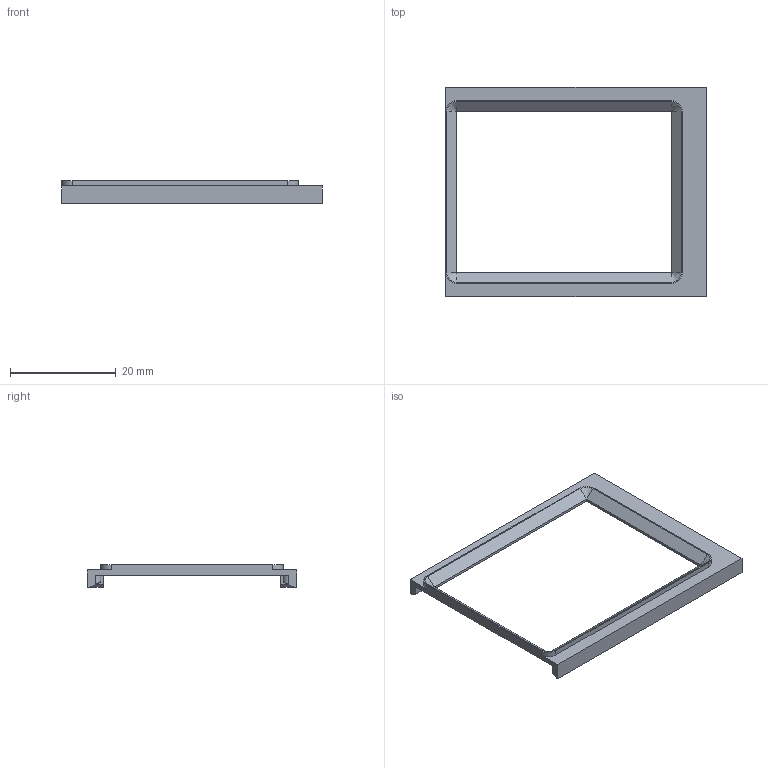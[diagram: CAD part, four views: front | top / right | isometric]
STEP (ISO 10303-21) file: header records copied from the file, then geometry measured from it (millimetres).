
FILE_DESCRIPTION(('FreeCAD Model'),'2;1');
FILE_NAME('Open CASCADE Shape Model','2024-07-11T09:16:01',('FreeCAD'),( 'FreeCAD'),'Open CASCADE STEP processor 7.6','FreeCAD','Unknown');
FILE_SCHEMA(('AUTOMOTIVE_DESIGN { 1 0 10303 214 1 1 1 1 }'));
Length unit declared in the file: millimetre
Products named in the file (1): Open CASCADE STEP translator 7.6 1
Bounding box: 49.35 x 39.6 x 4.3 mm (x, y, z)
Volume: 1153.1 mm3; surface area: 2348.1 mm2
Topology: 1 solids, 1 shells, 58 faces, 158 edges, 102 vertices
Faces by surface type: plane 40, cylinder 14, revolution 4
Entity records: 1840 total; most frequent: CARTESIAN_POINT 323, ORIENTED_EDGE 316, DIRECTION 308, EDGE_CURVE 158, LINE 130, VECTOR 130, VERTEX_POINT 102, AXIS2_PLACEMENT_3D 87
